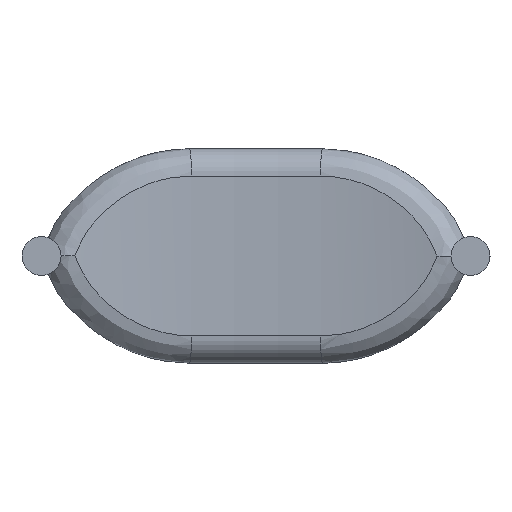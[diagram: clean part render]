
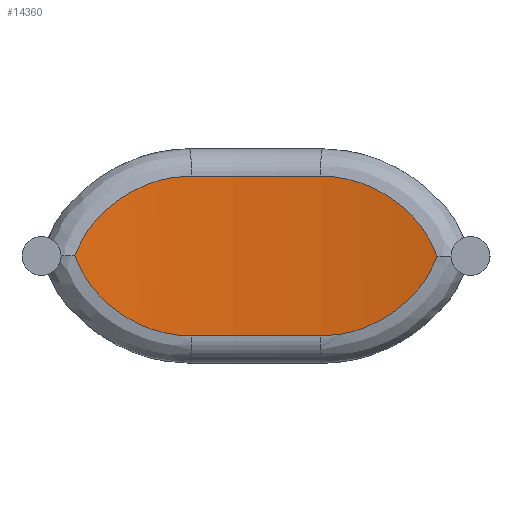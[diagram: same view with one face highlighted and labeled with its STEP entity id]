
A CAD part, front view. The second image highlights one B-rep face of the part: STEP entity #14360.
In plain terms, the highlighted cylindrical face has radius 11.14 mm (diameter 22.28 mm), a partial arc.
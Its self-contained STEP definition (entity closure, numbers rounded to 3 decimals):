
#72 = CARTESIAN_POINT ( 'NONE',  ( 0., -14.14, 1.375 ) ) ;
#525 = B_SPLINE_CURVE_WITH_KNOTS ( 'NONE', 3,
 ( #1348, #16432, #15072, #16086, #12203, #7916, #12019, #16347, #12110, #10962 ),
 .UNSPECIFIED., .F., .F.,
 ( 4, 2, 2, 2, 4 ),
 ( 0., 0., 0.001, 0.001, 0.002 ),
 .UNSPECIFIED. ) ;
#1348 = CARTESIAN_POINT ( 'NONE',  ( 2.319, -3.244, 0. ) ) ;
#1914 = VERTEX_POINT ( 'NONE', #15055 ) ;
#1928 = CIRCLE ( 'NONE', #4835, 11.14 ) ;
#2044 = ORIENTED_EDGE ( 'NONE', *, *, #3689, .T. ) ;
#2280 = VERTEX_POINT ( 'NONE', #13792 ) ;
#2340 = CARTESIAN_POINT ( 'NONE',  ( -1.148, -3.058, 0.999 ) ) ;
#2442 = CARTESIAN_POINT ( 'NONE',  ( 0., -14.14, 1.025 ) ) ;
#2624 = VERTEX_POINT ( 'NONE', #3918 ) ;
#3510 = CARTESIAN_POINT ( 'NONE',  ( -2.185, -3.216, -0.296 ) ) ;
#3600 = CARTESIAN_POINT ( 'NONE',  ( -1.985, -3.178, -0.544 ) ) ;
#3630 = ORIENTED_EDGE ( 'NONE', *, *, #16161, .T. ) ;
#3655 = EDGE_CURVE ( 'NONE', #6682, #2280, #1928, .T. ) ;
#3689 = EDGE_CURVE ( 'NONE', #1914, #6150, #15990, .T. ) ;
#3845 = B_SPLINE_CURVE_WITH_KNOTS ( 'NONE', 3,
 ( #5862, #5950, #14058, #9878, #7184, #8531, #11476, #15330, #12641, #11297 ),
 .UNSPECIFIED., .F., .F.,
 ( 4, 2, 2, 2, 4 ),
 ( 0., 0., 0.001, 0.001, 0.002 ),
 .UNSPECIFIED. ) ;
#3918 = CARTESIAN_POINT ( 'NONE',  ( 2.319, -3.244, 0. ) ) ;
#4309 = CYLINDRICAL_SURFACE ( 'NONE', #10778, 11.14 ) ;
#4643 = B_SPLINE_CURVE_WITH_KNOTS ( 'NONE', 3,
 ( #11717, #17019, #3510, #3600, #4859, #15666, #7417, #10381, #11438, #11799 ),
 .UNSPECIFIED., .F., .F.,
 ( 4, 2, 2, 2, 4 ),
 ( 0., 0., 0.001, 0.001, 0.002 ),
 .UNSPECIFIED. ) ;
#4771 = CARTESIAN_POINT ( 'NONE',  ( -1.6, -3.115, 0.832 ) ) ;
#4835 = AXIS2_PLACEMENT_3D ( 'NONE', #7457, #17589, #6148 ) ;
#4859 = CARTESIAN_POINT ( 'NONE',  ( -1.864, -3.156, -0.653 ) ) ;
#4968 = CARTESIAN_POINT ( 'NONE',  ( -2.185, -3.216, 0.296 ) ) ;
#5158 = DIRECTION ( 'NONE',  ( 0., 0., 1. ) ) ;
#5246 = B_SPLINE_CURVE_WITH_KNOTS ( 'NONE', 3,
 ( #17033, #11729, #2340, #11452, #4771, #17228, #10213, #4968, #10393, #9054 ),
 .UNSPECIFIED., .F., .F.,
 ( 4, 2, 2, 2, 4 ),
 ( 0., 0., 0.001, 0.001, 0.002 ),
 .UNSPECIFIED. ) ;
#5575 = DIRECTION ( 'NONE',  ( -1., 0., 0. ) ) ;
#5862 = CARTESIAN_POINT ( 'NONE',  ( 0.828, -3.031, -1.025 ) ) ;
#5950 = CARTESIAN_POINT ( 'NONE',  ( 0.99, -3.043, -1.025 ) ) ;
#6001 = ORIENTED_EDGE ( 'NONE', *, *, #11763, .T. ) ;
#6148 = DIRECTION ( 'NONE',  ( 1., 0., 0. ) ) ;
#6150 = VERTEX_POINT ( 'NONE', #8685 ) ;
#6423 = ORIENTED_EDGE ( 'NONE', *, *, #15561, .T. ) ;
#6682 = VERTEX_POINT ( 'NONE', #13884 ) ;
#6813 = DIRECTION ( 'NONE',  ( 0., 0., -1. ) ) ;
#7184 = CARTESIAN_POINT ( 'NONE',  ( 1.6, -3.115, -0.832 ) ) ;
#7417 = CARTESIAN_POINT ( 'NONE',  ( -1.454, -3.094, -0.902 ) ) ;
#7457 = CARTESIAN_POINT ( 'NONE',  ( 0., -14.14, -1.025 ) ) ;
#7809 = EDGE_CURVE ( 'NONE', #2624, #1914, #525, .T. ) ;
#7916 = CARTESIAN_POINT ( 'NONE',  ( 1.6, -3.115, 0.832 ) ) ;
#7974 = FACE_OUTER_BOUND ( 'NONE', #12528, .T. ) ;
#8531 = CARTESIAN_POINT ( 'NONE',  ( 1.864, -3.156, -0.653 ) ) ;
#8685 = CARTESIAN_POINT ( 'NONE',  ( -0.828, -3.031, 1.025 ) ) ;
#9054 = CARTESIAN_POINT ( 'NONE',  ( -2.319, -3.244, 0. ) ) ;
#9878 = CARTESIAN_POINT ( 'NONE',  ( 1.454, -3.094, -0.902 ) ) ;
#9957 = VERTEX_POINT ( 'NONE', #16115 ) ;
#10213 = CARTESIAN_POINT ( 'NONE',  ( -1.985, -3.178, 0.544 ) ) ;
#10381 = CARTESIAN_POINT ( 'NONE',  ( -1.148, -3.058, -0.999 ) ) ;
#10393 = CARTESIAN_POINT ( 'NONE',  ( -2.267, -3.233, 0.154 ) ) ;
#10778 = AXIS2_PLACEMENT_3D ( 'NONE', #72, #6813, #5575 ) ;
#10962 = CARTESIAN_POINT ( 'NONE',  ( 0.828, -3.031, 1.025 ) ) ;
#11297 = CARTESIAN_POINT ( 'NONE',  ( 2.319, -3.244, 0. ) ) ;
#11438 = CARTESIAN_POINT ( 'NONE',  ( -0.99, -3.043, -1.025 ) ) ;
#11452 = CARTESIAN_POINT ( 'NONE',  ( -1.454, -3.094, 0.902 ) ) ;
#11476 = CARTESIAN_POINT ( 'NONE',  ( 1.985, -3.178, -0.544 ) ) ;
#11717 = CARTESIAN_POINT ( 'NONE',  ( -2.319, -3.244, 0. ) ) ;
#11729 = CARTESIAN_POINT ( 'NONE',  ( -0.99, -3.043, 1.025 ) ) ;
#11763 = EDGE_CURVE ( 'NONE', #6150, #9957, #5246, .T. ) ;
#11799 = CARTESIAN_POINT ( 'NONE',  ( -0.828, -3.031, -1.025 ) ) ;
#12019 = CARTESIAN_POINT ( 'NONE',  ( 1.454, -3.094, 0.902 ) ) ;
#12110 = CARTESIAN_POINT ( 'NONE',  ( 0.99, -3.043, 1.025 ) ) ;
#12203 = CARTESIAN_POINT ( 'NONE',  ( 1.864, -3.156, 0.653 ) ) ;
#12505 = ORIENTED_EDGE ( 'NONE', *, *, #7809, .T. ) ;
#12528 = EDGE_LOOP ( 'NONE', ( #12505, #2044, #6001, #3630, #12971, #6423 ) ) ;
#12641 = CARTESIAN_POINT ( 'NONE',  ( 2.267, -3.233, -0.154 ) ) ;
#12799 = AXIS2_PLACEMENT_3D ( 'NONE', #2442, #5158, #16070 ) ;
#12971 = ORIENTED_EDGE ( 'NONE', *, *, #3655, .T. ) ;
#13792 = CARTESIAN_POINT ( 'NONE',  ( 0.828, -3.031, -1.025 ) ) ;
#13884 = CARTESIAN_POINT ( 'NONE',  ( -0.828, -3.031, -1.025 ) ) ;
#14058 = CARTESIAN_POINT ( 'NONE',  ( 1.148, -3.058, -0.999 ) ) ;
#14360 = ADVANCED_FACE ( 'NONE', ( #7974 ), #4309, .F. ) ;
#15055 = CARTESIAN_POINT ( 'NONE',  ( 0.828, -3.031, 1.025 ) ) ;
#15072 = CARTESIAN_POINT ( 'NONE',  ( 2.185, -3.216, 0.296 ) ) ;
#15330 = CARTESIAN_POINT ( 'NONE',  ( 2.185, -3.216, -0.296 ) ) ;
#15561 = EDGE_CURVE ( 'NONE', #2280, #2624, #3845, .T. ) ;
#15666 = CARTESIAN_POINT ( 'NONE',  ( -1.6, -3.115, -0.832 ) ) ;
#15990 = CIRCLE ( 'NONE', #12799, 11.14 ) ;
#16070 = DIRECTION ( 'NONE',  ( 1., 0., 0. ) ) ;
#16086 = CARTESIAN_POINT ( 'NONE',  ( 1.985, -3.178, 0.544 ) ) ;
#16115 = CARTESIAN_POINT ( 'NONE',  ( -2.319, -3.244, 0. ) ) ;
#16161 = EDGE_CURVE ( 'NONE', #9957, #6682, #4643, .T. ) ;
#16347 = CARTESIAN_POINT ( 'NONE',  ( 1.148, -3.058, 0.999 ) ) ;
#16432 = CARTESIAN_POINT ( 'NONE',  ( 2.267, -3.233, 0.154 ) ) ;
#17019 = CARTESIAN_POINT ( 'NONE',  ( -2.267, -3.233, -0.154 ) ) ;
#17033 = CARTESIAN_POINT ( 'NONE',  ( -0.828, -3.031, 1.025 ) ) ;
#17228 = CARTESIAN_POINT ( 'NONE',  ( -1.864, -3.156, 0.653 ) ) ;
#17589 = DIRECTION ( 'NONE',  ( 0., 0., -1. ) ) ;
